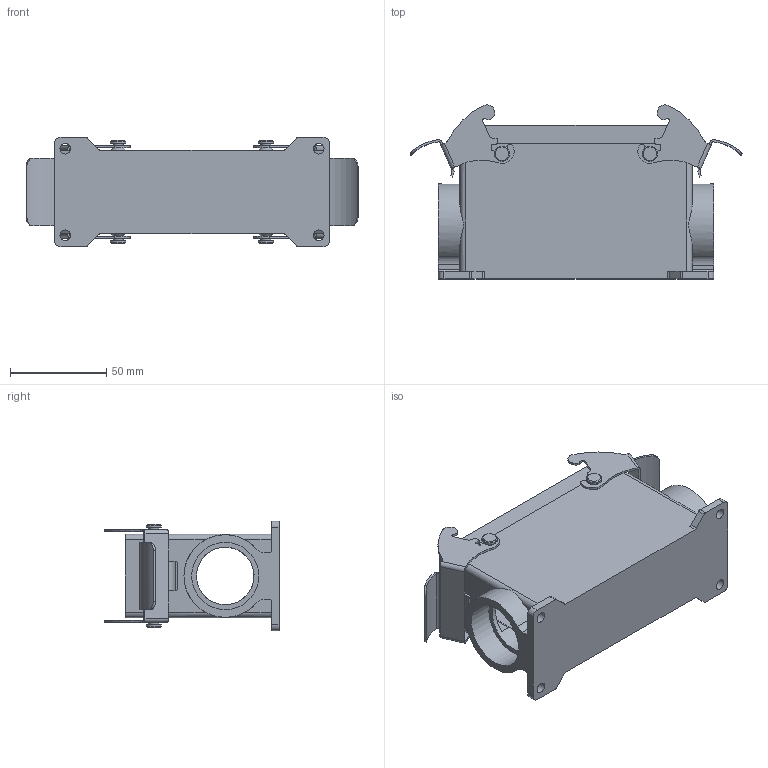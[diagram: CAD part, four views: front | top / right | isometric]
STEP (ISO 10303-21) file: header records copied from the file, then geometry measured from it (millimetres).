
FILE_DESCRIPTION (( 'STEP AP214' ), '1' );
FILE_NAME ('ZP-MC24B-2-DSM29ML.STEP', '2011-11-21T13:01:20', ( '.adc' ), ( '' ), 'SwSTEP 2.0', 'SolidWorks 2011', '' );
FILE_SCHEMA (( 'AUTOMOTIVE_DESIGN' ));
Length unit declared in the file: millimetre
Products named in the file (1): ZP-MC24B-2-DSM29ML
Bounding box: 172.9 x 90.65 x 57 mm (x, y, z)
Volume: 142861 mm3; surface area: 80151.9 mm2
Topology: 4 solids, 4 shells, 329 faces, 912 edges, 604 vertices
Faces by surface type: cylinder 186, plane 135, cone 8
Full cylindrical faces by diameter (mm): 3.3 x4, 5.169 x4, 5.5 x4, 8 x4, 30 x2, 35 x2
Entity records: 11346 total; most frequent: CARTESIAN_POINT 2314, DIRECTION 1820, ORIENTED_EDGE 1756, EDGE_CURVE 878, AXIS2_PLACEMENT_3D 672, VERTEX_POINT 598, LINE 476, VECTOR 476
